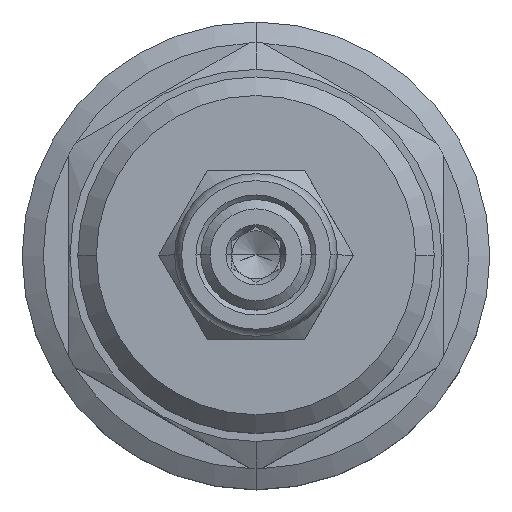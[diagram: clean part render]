
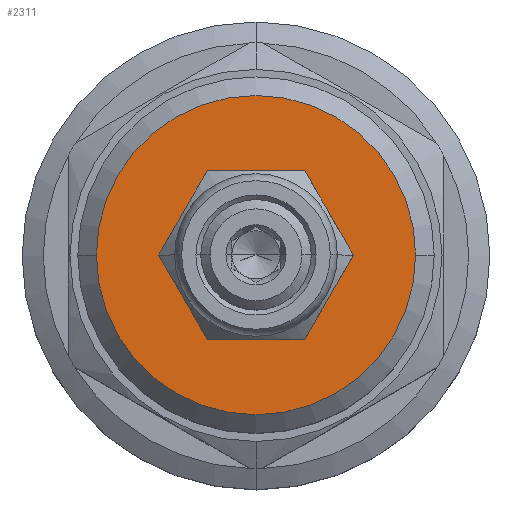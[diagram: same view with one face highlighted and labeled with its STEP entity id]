
A CAD part, top view. The second image highlights one B-rep face of the part: STEP entity #2311.
In plain terms, the highlighted planar face has unit normal (0, 0, 1).
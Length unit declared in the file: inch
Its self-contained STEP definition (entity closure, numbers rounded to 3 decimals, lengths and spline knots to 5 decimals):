
#184=CARTESIAN_POINT('',(0.,0.,1.9415));
#185=DIRECTION('',(0.,0.,-1.));
#186=DIRECTION('',(1.,0.,0.));
#187=AXIS2_PLACEMENT_3D('',#184,#185,#186);
#189=CARTESIAN_POINT('',(0.,0.,1.9415));
#190=DIRECTION('',(0.,0.,-1.));
#191=DIRECTION('',(-1.,0.,0.));
#192=AXIS2_PLACEMENT_3D('',#189,#190,#191);
#194=CARTESIAN_POINT('',(0.,0.,1.9415));
#195=DIRECTION('',(0.,0.,1.));
#196=DIRECTION('',(-1.,0.,0.));
#197=AXIS2_PLACEMENT_3D('',#194,#195,#196);
#199=CARTESIAN_POINT('',(0.,0.,1.9415));
#200=DIRECTION('',(0.,0.,1.));
#201=DIRECTION('',(1.,0.,0.));
#202=AXIS2_PLACEMENT_3D('',#199,#200,#201);
#1901=CARTESIAN_POINT('',(0.532,0.,1.9415));
#1902=CARTESIAN_POINT('',(-0.532,0.,1.9415));
#1903=VERTEX_POINT('',#1901);
#1904=VERTEX_POINT('',#1902);
#2039=CARTESIAN_POINT('',(-0.271,0.,1.9415));
#2040=CARTESIAN_POINT('',(0.271,0.,1.9415));
#2041=VERTEX_POINT('',#2039);
#2042=VERTEX_POINT('',#2040);
#2295=CARTESIAN_POINT('',(0.,0.,1.9415));
#2296=DIRECTION('',(0.,0.,-1.));
#2297=DIRECTION('',(1.,0.,0.));
#2298=AXIS2_PLACEMENT_3D('',#2295,#2296,#2297);
#2299=PLANE('',#2298);
#2301=ORIENTED_EDGE('',*,*,#2300,.T.);
#2303=ORIENTED_EDGE('',*,*,#2302,.T.);
#2304=EDGE_LOOP('',(#2301,#2303));
#2305=FACE_OUTER_BOUND('',#2304,.F.);
#2307=ORIENTED_EDGE('',*,*,#2306,.T.);
#2308=ORIENTED_EDGE('',*,*,#2285,.T.);
#2309=EDGE_LOOP('',(#2307,#2308));
#2310=FACE_BOUND('',#2309,.F.);
#2311=ADVANCED_FACE('',(#2305,#2310),#2299,.F.);
#188=CIRCLE('',#187,0.532);
#193=CIRCLE('',#192,0.532);
#198=CIRCLE('',#197,0.271);
#203=CIRCLE('',#202,0.271);
#2285=EDGE_CURVE('',#2042,#2041,#203,.T.);
#2300=EDGE_CURVE('',#1903,#1904,#188,.T.);
#2302=EDGE_CURVE('',#1904,#1903,#193,.T.);
#2306=EDGE_CURVE('',#2041,#2042,#198,.T.);
